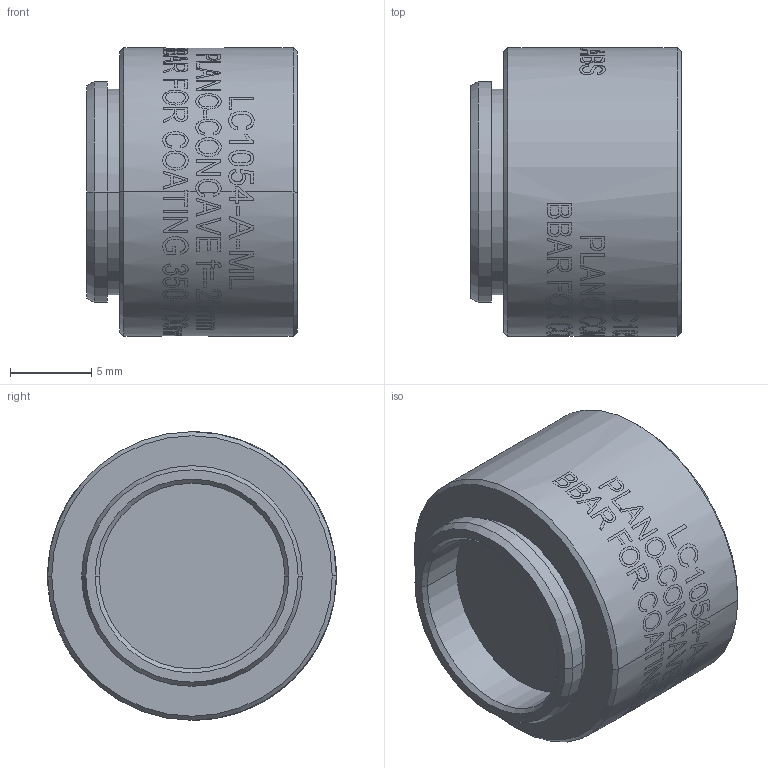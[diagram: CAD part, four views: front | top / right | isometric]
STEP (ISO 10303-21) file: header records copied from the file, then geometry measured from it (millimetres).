
FILE_DESCRIPTION (( 'STEP AP203' ), '1' );
FILE_NAME ('TTN045236-E0W.STEP', '2015-11-20T19:57:00', ( 'admin' ), ( '' ), 'SwSTEP 2.0', 'SolidWorks 2014', '' );
FILE_SCHEMA (( 'CONFIG_CONTROL_DESIGN' ));
Length unit declared in the file: inch
Products named in the file (1): TTN045236-E0W
Bounding box: 12.95 x 17.78 x 17.78 mm (x, y, z)
Volume: 1773.9 mm3; surface area: 2213.6 mm2
Topology: 3 solids, 3 shells, 144 faces, 844 edges, 794 vertices
Faces by surface type: cylinder 111, plane 16, cone 15, sphere 2
Entity records: 14740 total; most frequent: CARTESIAN_POINT 8133, ORIENTED_EDGE 1688, DIRECTION 995, EDGE_CURVE 844, VERTEX_POINT 794, AXIS2_PLACEMENT_3D 400, B_SPLINE_CURVE_WITH_KNOTS 394, CIRCLE 255
